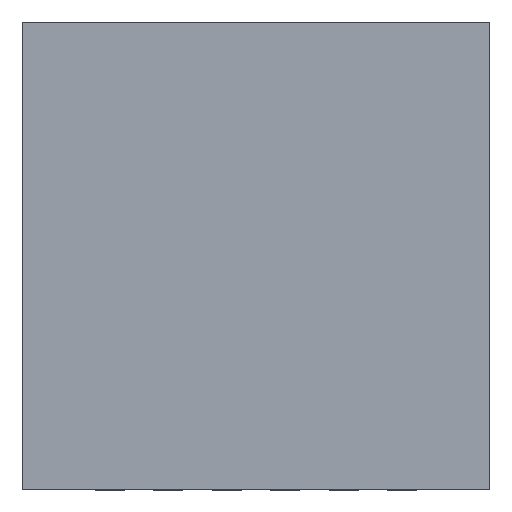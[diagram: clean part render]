
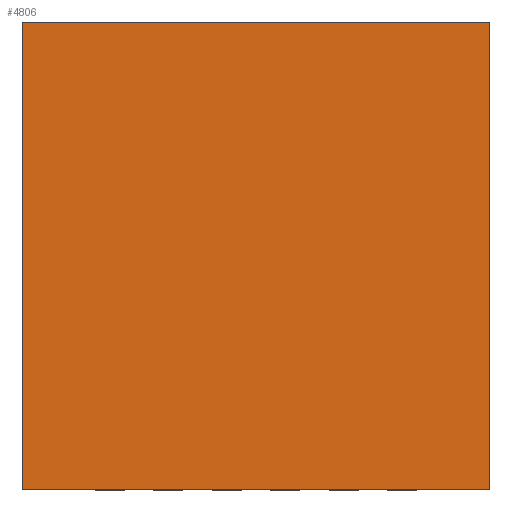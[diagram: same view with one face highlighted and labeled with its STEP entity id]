
A CAD part, top view. The second image highlights one B-rep face of the part: STEP entity #4806.
In plain terms, the highlighted face is planar.
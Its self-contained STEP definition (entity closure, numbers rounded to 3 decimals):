
#2178=DIRECTION('',(0.,0.,1.));
#2179=VECTOR('',#2178,4.);
#2180=CARTESIAN_POINT('',(-2.,0.775,-2.));
#2181=LINE('',#2180,#2179);
#2185=DIRECTION('',(-1.,0.,0.));
#2186=VECTOR('',#2185,4.);
#2187=CARTESIAN_POINT('',(2.,0.775,-2.));
#2188=LINE('',#2187,#2186);
#2192=DIRECTION('',(0.,0.,-1.));
#2193=VECTOR('',#2192,4.);
#2194=CARTESIAN_POINT('',(2.,0.775,2.));
#2195=LINE('',#2194,#2193);
#2199=DIRECTION('',(1.,0.,0.));
#2200=VECTOR('',#2199,4.);
#2201=CARTESIAN_POINT('',(-2.,0.775,2.));
#2202=LINE('',#2201,#2200);
#2836=CARTESIAN_POINT('',(-2.,0.775,-2.));
#2837=CARTESIAN_POINT('',(-2.,0.775,2.));
#2838=VERTEX_POINT('',#2836);
#2839=VERTEX_POINT('',#2837);
#2840=CARTESIAN_POINT('',(2.,0.775,2.));
#2841=VERTEX_POINT('',#2840);
#2842=CARTESIAN_POINT('',(2.,0.775,-2.));
#2843=VERTEX_POINT('',#2842);
#4795=CARTESIAN_POINT('',(0.,0.775,0.));
#4796=DIRECTION('',(0.,1.,0.));
#4797=DIRECTION('',(1.,0.,0.));
#4798=AXIS2_PLACEMENT_3D('',#4795,#4796,#4797);
#4799=PLANE('',#4798);
#4800=ORIENTED_EDGE('',*,*,#4678,.F.);
#4801=ORIENTED_EDGE('',*,*,#3838,.F.);
#4802=ORIENTED_EDGE('',*,*,#4191,.F.);
#4803=ORIENTED_EDGE('',*,*,#4550,.F.);
#4804=EDGE_LOOP('',(#4800,#4801,#4802,#4803));
#4805=FACE_OUTER_BOUND('',#4804,.F.);
#4806=ADVANCED_FACE('',(#4805),#4799,.T.);
#3838=EDGE_CURVE('',#2843,#2838,#2188,.T.);
#4191=EDGE_CURVE('',#2841,#2843,#2195,.T.);
#4550=EDGE_CURVE('',#2839,#2841,#2202,.T.);
#4678=EDGE_CURVE('',#2838,#2839,#2181,.T.);
